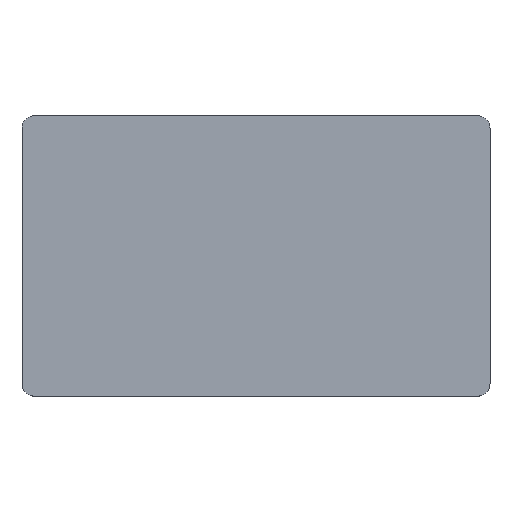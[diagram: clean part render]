
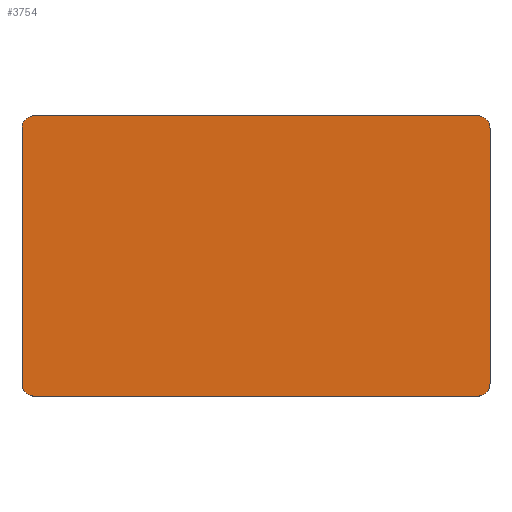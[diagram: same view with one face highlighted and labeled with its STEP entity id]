
A CAD part, top view. The second image highlights one B-rep face of the part: STEP entity #3754.
In plain terms, the highlighted planar face has unit normal (0, 0, 1).
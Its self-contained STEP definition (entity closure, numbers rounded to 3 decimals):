
#57=CIRCLE('',#3975,2.);
#58=CIRCLE('',#3976,2.);
#59=CIRCLE('',#3977,2.);
#60=CIRCLE('',#3978,2.);
#98=FACE_OUTER_BOUND('',#302,.T.);
#302=EDGE_LOOP('',(#2469,#2470,#2471,#2472,#2473,#2474,#2475,#2476));
#525=LINE('',#5240,#1037);
#526=LINE('',#5244,#1038);
#527=LINE('',#5248,#1039);
#528=LINE('',#5251,#1040);
#1037=VECTOR('',#4232,10.);
#1038=VECTOR('',#4235,10.);
#1039=VECTOR('',#4238,10.);
#1040=VECTOR('',#4241,10.);
#1549=VERTEX_POINT('',#5236);
#1550=VERTEX_POINT('',#5237);
#1551=VERTEX_POINT('',#5239);
#1552=VERTEX_POINT('',#5241);
#1553=VERTEX_POINT('',#5243);
#1554=VERTEX_POINT('',#5245);
#1555=VERTEX_POINT('',#5247);
#1556=VERTEX_POINT('',#5249);
#1917=EDGE_CURVE('',#1549,#1550,#57,.T.);
#1918=EDGE_CURVE('',#1550,#1551,#525,.T.);
#1919=EDGE_CURVE('',#1551,#1552,#58,.T.);
#1920=EDGE_CURVE('',#1552,#1553,#526,.T.);
#1921=EDGE_CURVE('',#1553,#1554,#59,.T.);
#1922=EDGE_CURVE('',#1554,#1555,#527,.T.);
#1923=EDGE_CURVE('',#1555,#1556,#60,.T.);
#1924=EDGE_CURVE('',#1556,#1549,#528,.T.);
#2469=ORIENTED_EDGE('',*,*,#1917,.T.);
#2470=ORIENTED_EDGE('',*,*,#1918,.T.);
#2471=ORIENTED_EDGE('',*,*,#1919,.T.);
#2472=ORIENTED_EDGE('',*,*,#1920,.T.);
#2473=ORIENTED_EDGE('',*,*,#1921,.T.);
#2474=ORIENTED_EDGE('',*,*,#1922,.T.);
#2475=ORIENTED_EDGE('',*,*,#1923,.T.);
#2476=ORIENTED_EDGE('',*,*,#1924,.T.);
#3570=PLANE('',#3974);
#3754=ADVANCED_FACE('',(#98),#3570,.T.);
#3974=AXIS2_PLACEMENT_3D('',#5235,#4228,#4229);
#3975=AXIS2_PLACEMENT_3D('',#5238,#4230,#4231);
#3976=AXIS2_PLACEMENT_3D('',#5242,#4233,#4234);
#3977=AXIS2_PLACEMENT_3D('',#5246,#4236,#4237);
#3978=AXIS2_PLACEMENT_3D('',#5250,#4239,#4240);
#4228=DIRECTION('center_axis',(0.,0.,1.));
#4229=DIRECTION('ref_axis',(1.,0.,0.));
#4230=DIRECTION('center_axis',(0.,0.,1.));
#4231=DIRECTION('ref_axis',(0.707,-0.707,0.));
#4232=DIRECTION('',(0.,1.,0.));
#4233=DIRECTION('center_axis',(0.,0.,1.));
#4234=DIRECTION('ref_axis',(0.707,0.707,0.));
#4235=DIRECTION('',(-1.,0.,0.));
#4236=DIRECTION('center_axis',(0.,0.,1.));
#4237=DIRECTION('ref_axis',(-0.707,0.707,0.));
#4238=DIRECTION('',(0.,-1.,0.));
#4239=DIRECTION('center_axis',(0.,0.,1.));
#4240=DIRECTION('ref_axis',(-0.707,-0.707,0.));
#4241=DIRECTION('',(1.,0.,0.));
#5235=CARTESIAN_POINT('Origin',(7.7,20.85,10.6));
#5236=CARTESIAN_POINT('',(43.5,-1.8,10.6));
#5237=CARTESIAN_POINT('',(45.5,0.2,10.6));
#5238=CARTESIAN_POINT('Origin',(43.5,0.2,10.6));
#5239=CARTESIAN_POINT('',(45.5,41.5,10.6));
#5240=CARTESIAN_POINT('',(45.5,32.175,10.6));
#5241=CARTESIAN_POINT('',(43.5,43.5,10.6));
#5242=CARTESIAN_POINT('Origin',(43.5,41.5,10.6));
#5243=CARTESIAN_POINT('',(-28.1,43.5,10.6));
#5244=CARTESIAN_POINT('',(-11.2,43.5,10.6));
#5245=CARTESIAN_POINT('',(-30.1,41.5,10.6));
#5246=CARTESIAN_POINT('Origin',(-28.1,41.5,10.6));
#5247=CARTESIAN_POINT('',(-30.1,0.2,10.6));
#5248=CARTESIAN_POINT('',(-30.1,9.525,10.6));
#5249=CARTESIAN_POINT('',(-28.1,-1.8,10.6));
#5250=CARTESIAN_POINT('Origin',(-28.1,0.2,10.6));
#5251=CARTESIAN_POINT('',(26.6,-1.8,10.6));
